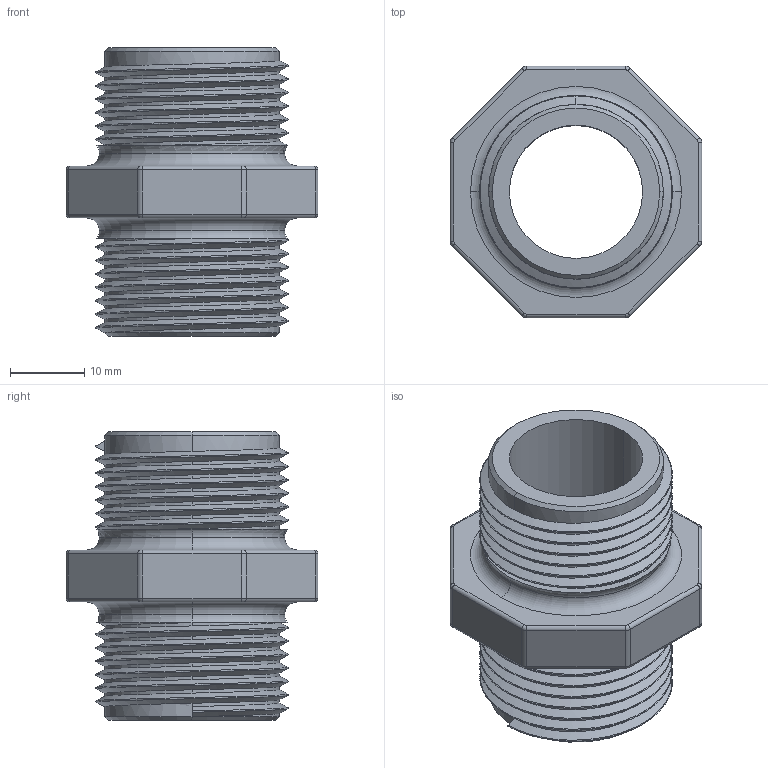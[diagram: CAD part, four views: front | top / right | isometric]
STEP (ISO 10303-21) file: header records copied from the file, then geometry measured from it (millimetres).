
FILE_DESCRIPTION (( 'STEP AP214' ), '1' );
FILE_NAME ('3-4.STEP', '2024-04-28T08:37:16', ( '' ), ( '' ), 'SwSTEP 2.0', 'SolidWorks 2014', '' );
FILE_SCHEMA (( 'AUTOMOTIVE_DESIGN' ));
Length unit declared in the file: millimetre
Products named in the file (1): 3-4
Bounding box: 34 x 34 x 39 mm (x, y, z)
Volume: 12046.1 mm3; surface area: 8083.3 mm2
Topology: 1 solids, 1 shells, 105 faces, 260 edges, 159 vertices
Faces by surface type: cylinder 55, torus 24, plane 16, bspline 6, cone 4
Entity records: 10501 total; most frequent: CARTESIAN_POINT 8128, ORIENTED_EDGE 520, DIRECTION 487, EDGE_CURVE 260, AXIS2_PLACEMENT_3D 201, VERTEX_POINT 159, EDGE_LOOP 109, ADVANCED_FACE 105
